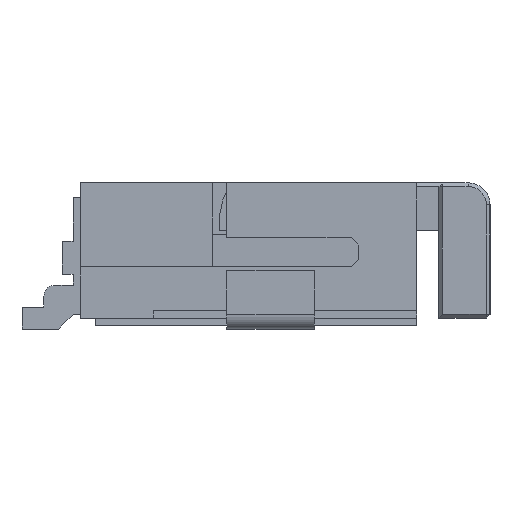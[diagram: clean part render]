
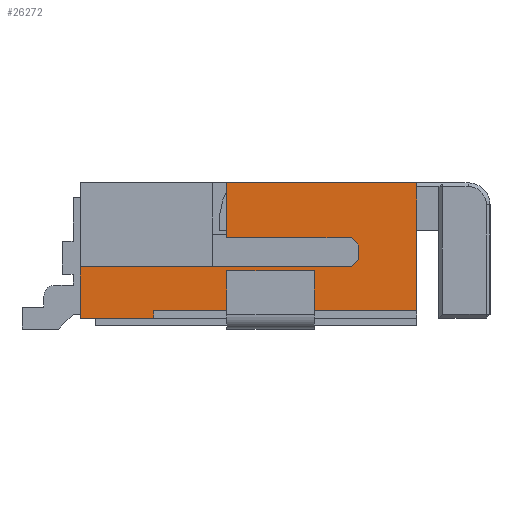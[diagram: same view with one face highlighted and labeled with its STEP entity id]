
A CAD part, left-side view. The second image highlights one B-rep face of the part: STEP entity #26272.
In plain terms, the highlighted planar face has unit normal (-1, 0, 0).
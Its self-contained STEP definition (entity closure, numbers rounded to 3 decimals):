
#681=FACE_OUTER_BOUND('',#2061,.T.);
#2061=EDGE_LOOP('',(#19646,#19647,#19648,#19649,#19650,#19651,#19652,#19653,
#19654,#19655,#19656,#19657));
#4514=LINE('',#38289,#8204);
#4519=LINE('',#38298,#8209);
#4523=LINE('',#38307,#8213);
#4527=LINE('',#38314,#8217);
#4528=LINE('',#38318,#8218);
#4531=LINE('',#38323,#8221);
#4533=LINE('',#38326,#8223);
#4534=LINE('',#38329,#8224);
#4536=LINE('',#38333,#8226);
#4563=LINE('',#38386,#8253);
#4730=LINE('',#38717,#8420);
#4731=LINE('',#38719,#8421);
#8204=VECTOR('',#31078,0.1);
#8209=VECTOR('',#31085,3.6);
#8213=VECTOR('',#31093,0.141);
#8217=VECTOR('',#31099,3.7);
#8218=VECTOR('',#31102,0.141);
#8221=VECTOR('',#31107,1.7);
#8223=VECTOR('',#31111,0.2);
#8224=VECTOR('',#31114,0.75);
#8226=VECTOR('',#31118,2.6);
#8253=VECTOR('',#31165,1.75);
#8420=VECTOR('',#31364,0.7);
#8421=VECTOR('',#31367,1.);
#11452=VERTEX_POINT('',#38285);
#11454=VERTEX_POINT('',#38288);
#11457=VERTEX_POINT('',#38296);
#11459=VERTEX_POINT('',#38304);
#11460=VERTEX_POINT('',#38306);
#11462=VERTEX_POINT('',#38312);
#11463=VERTEX_POINT('',#38316);
#11464=VERTEX_POINT('',#38317);
#11465=VERTEX_POINT('',#38322);
#11466=VERTEX_POINT('',#38328);
#11467=VERTEX_POINT('',#38332);
#11631=VERTEX_POINT('',#38715);
#14416=EDGE_CURVE('',#11454,#11452,#4514,.T.);
#14421=EDGE_CURVE('',#11452,#11457,#4519,.T.);
#14425=EDGE_CURVE('',#11459,#11460,#4523,.T.);
#14429=EDGE_CURVE('',#11462,#11459,#4527,.T.);
#14430=EDGE_CURVE('',#11463,#11464,#4528,.T.);
#14433=EDGE_CURVE('',#11464,#11465,#4531,.T.);
#14435=EDGE_CURVE('',#11460,#11463,#4533,.T.);
#14436=EDGE_CURVE('',#11465,#11466,#4534,.T.);
#14438=EDGE_CURVE('',#11466,#11467,#4536,.T.);
#14465=EDGE_CURVE('',#11457,#11467,#4563,.T.);
#14632=EDGE_CURVE('',#11631,#11462,#4730,.T.);
#14633=EDGE_CURVE('',#11631,#11454,#4731,.T.);
#19646=ORIENTED_EDGE('',*,*,#14465,.T.);
#19647=ORIENTED_EDGE('',*,*,#14438,.F.);
#19648=ORIENTED_EDGE('',*,*,#14436,.F.);
#19649=ORIENTED_EDGE('',*,*,#14433,.F.);
#19650=ORIENTED_EDGE('',*,*,#14430,.F.);
#19651=ORIENTED_EDGE('',*,*,#14435,.F.);
#19652=ORIENTED_EDGE('',*,*,#14425,.F.);
#19653=ORIENTED_EDGE('',*,*,#14429,.F.);
#19654=ORIENTED_EDGE('',*,*,#14632,.F.);
#19655=ORIENTED_EDGE('',*,*,#14633,.T.);
#19656=ORIENTED_EDGE('',*,*,#14416,.T.);
#19657=ORIENTED_EDGE('',*,*,#14421,.T.);
#24576=PLANE('',#27617);
#26272=ADVANCED_FACE('',(#681),#24576,.T.);
#27617=AXIS2_PLACEMENT_3D('',#38718,#31365,#31366);
#31078=DIRECTION('',(0.,0.,1.));
#31085=DIRECTION('',(0.,-1.,0.));
#31093=DIRECTION('',(0.,-0.707,0.707));
#31099=DIRECTION('',(0.,-1.,0.));
#31102=DIRECTION('',(0.,0.707,0.707));
#31107=DIRECTION('',(0.,1.,0.));
#31111=DIRECTION('',(0.,0.,1.));
#31114=DIRECTION('',(0.,0.,1.));
#31118=DIRECTION('',(0.,-1.,0.));
#31165=DIRECTION('',(0.,0.,1.));
#31364=DIRECTION('',(0.,0.,1.));
#31365=DIRECTION('center_axis',(-1.,0.,0.));
#31366=DIRECTION('ref_axis',(0.,0.,-1.));
#31367=DIRECTION('',(0.,-1.,0.));
#38285=CARTESIAN_POINT('',(-9.55,0.3,0.25));
#38288=CARTESIAN_POINT('',(-9.55,0.3,0.15));
#38289=CARTESIAN_POINT('',(-9.55,0.3,0.25));
#38296=CARTESIAN_POINT('',(-9.55,-3.3,0.25));
#38298=CARTESIAN_POINT('',(-9.55,1.3,0.25));
#38304=CARTESIAN_POINT('',(-9.55,-2.4,0.85));
#38306=CARTESIAN_POINT('',(-9.55,-2.5,0.95));
#38307=CARTESIAN_POINT('',(-9.55,-1.5,-0.05));
#38312=CARTESIAN_POINT('',(-9.55,1.3,0.85));
#38314=CARTESIAN_POINT('',(-9.55,1.3,0.85));
#38316=CARTESIAN_POINT('',(-9.55,-2.5,1.15));
#38317=CARTESIAN_POINT('',(-9.55,-2.4,1.25));
#38318=CARTESIAN_POINT('',(-9.55,-1.6,2.05));
#38322=CARTESIAN_POINT('',(-9.55,-0.7,1.25));
#38323=CARTESIAN_POINT('',(-9.55,-2.5,1.25));
#38326=CARTESIAN_POINT('',(-9.55,-2.5,0.85));
#38328=CARTESIAN_POINT('',(-9.55,-0.7,2.));
#38329=CARTESIAN_POINT('',(-9.55,-0.7,1.25));
#38332=CARTESIAN_POINT('',(-9.55,-3.3,2.));
#38333=CARTESIAN_POINT('',(-9.55,-0.7,2.));
#38386=CARTESIAN_POINT('',(-9.55,-3.3,0.962));
#38715=CARTESIAN_POINT('',(-9.55,1.3,0.15));
#38717=CARTESIAN_POINT('',(-9.55,1.3,0.25));
#38718=CARTESIAN_POINT('Origin',(-9.55,1.3,0.85));
#38719=CARTESIAN_POINT('',(-9.55,1.3,0.15));
